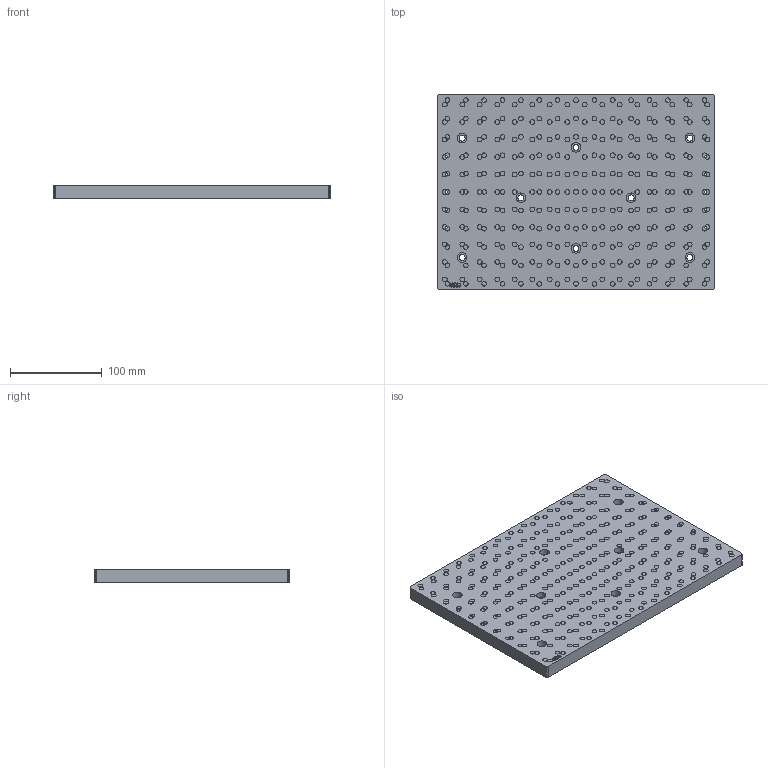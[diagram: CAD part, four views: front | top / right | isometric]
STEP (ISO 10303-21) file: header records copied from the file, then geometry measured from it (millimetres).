
FILE_DESCRIPTION(/* description */ (''),/* implementation_level */ '2;1');
FILE_NAME(/* name */ '_DMC2 Mini CAD Master.step',/* time_stamp */ '2024-10-09T10:19:06-04:00',/* author */ (''),/* organization */ (''),/* preprocessor_version */ 'ST-DEVELOPER v20',/* originating_system */ 'Autodesk Translation Framework v13.20.0.188',/* authorisation */ '');
FILE_SCHEMA (('AUTOMOTIVE_DESIGN { 1 0 10303 214 3 1 1 }'));
Length unit declared in the file: inch
Products named in the file (3): _DMC2 Mini CAD Master; INCH Fixture Plate; MM Fixture Plate
Assembly tree (2 placements, depth 2):
  _DMC2 Mini CAD Master
    INCH Fixture Plate
    MM Fixture Plate
Bounding box: 302 x 213.1 x 14.61 mm (x, y, z)
Surface area: 356328.8 mm2
Topology: 2 solids, 2 shells, 593 faces, 1695 edges, 1130 vertices
Faces by surface type: cylinder 381, bspline 162, plane 50
Full cylindrical faces by diameter (mm): 5.035 x159, 5.118 x172, 6.5 x16, 10.5 x16
Entity records: 24532 total; most frequent: CARTESIAN_POINT 8181, ORIENTED_EDGE 3390, DIRECTION 2869, EDGE_CURVE 1695, EDGE_LOOP 1311, AXIS2_PLACEMENT_3D 1198, VERTEX_POINT 1130, CIRCLE 762
